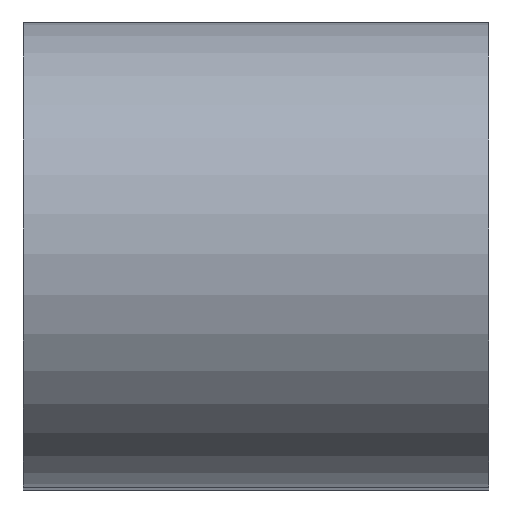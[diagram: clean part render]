
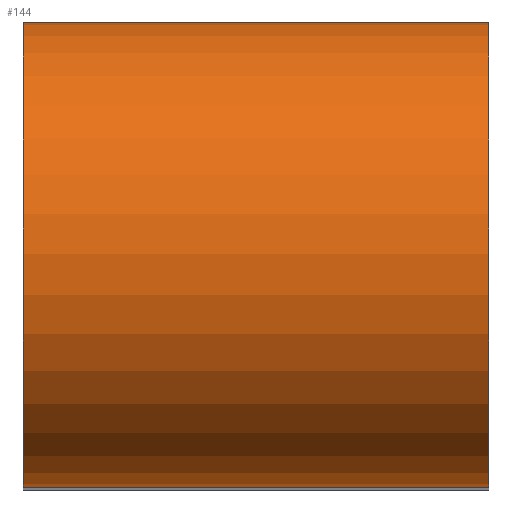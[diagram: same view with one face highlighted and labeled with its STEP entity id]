
A CAD part, top view. The second image highlights one B-rep face of the part: STEP entity #144.
In plain terms, the highlighted cylindrical face has radius 150 mm (diameter 300 mm), a partial arc.
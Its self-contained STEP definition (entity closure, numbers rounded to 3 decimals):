
#26=FACE_OUTER_BOUND('',#34,.T.);
#34=EDGE_LOOP('',(#113,#114,#115,#116));
#48=LINE('',#250,#58);
#49=LINE('',#256,#59);
#58=VECTOR('',#206,10.);
#59=VECTOR('',#213,10.);
#67=CIRCLE('',#177,150.);
#68=CIRCLE('',#178,150.);
#75=VERTEX_POINT('',#243);
#78=VERTEX_POINT('',#248);
#79=VERTEX_POINT('',#252);
#80=VERTEX_POINT('',#254);
#92=EDGE_CURVE('',#75,#78,#48,.T.);
#93=EDGE_CURVE('',#79,#75,#67,.T.);
#94=EDGE_CURVE('',#80,#78,#68,.T.);
#95=EDGE_CURVE('',#79,#80,#49,.T.);
#113=ORIENTED_EDGE('',*,*,#93,.T.);
#114=ORIENTED_EDGE('',*,*,#92,.T.);
#115=ORIENTED_EDGE('',*,*,#94,.F.);
#116=ORIENTED_EDGE('',*,*,#95,.F.);
#139=CYLINDRICAL_SURFACE('',#176,150.);
#144=ADVANCED_FACE('',(#26),#139,.T.);
#176=AXIS2_PLACEMENT_3D('',#251,#207,#208);
#177=AXIS2_PLACEMENT_3D('',#253,#209,#210);
#178=AXIS2_PLACEMENT_3D('',#255,#211,#212);
#206=DIRECTION('',(1.,0.,0.));
#207=DIRECTION('center_axis',(1.,0.,0.));
#208=DIRECTION('ref_axis',(0.,1.,0.));
#209=DIRECTION('center_axis',(1.,0.,0.));
#210=DIRECTION('ref_axis',(0.,1.,0.));
#211=DIRECTION('center_axis',(1.,0.,0.));
#212=DIRECTION('ref_axis',(0.,1.,0.));
#213=DIRECTION('',(1.,0.,0.));
#243=CARTESIAN_POINT('',(0.,4.129,942.548));
#248=CARTESIAN_POINT('',(300.,4.129,942.548));
#250=CARTESIAN_POINT('',(0.,4.129,942.548));
#251=CARTESIAN_POINT('Origin',(0.,154.129,942.548));
#252=CARTESIAN_POINT('',(0.,304.129,942.548));
#253=CARTESIAN_POINT('Origin',(0.,154.129,942.548));
#254=CARTESIAN_POINT('',(300.,304.129,942.548));
#255=CARTESIAN_POINT('Origin',(300.,154.129,942.548));
#256=CARTESIAN_POINT('',(0.,304.129,942.548));
